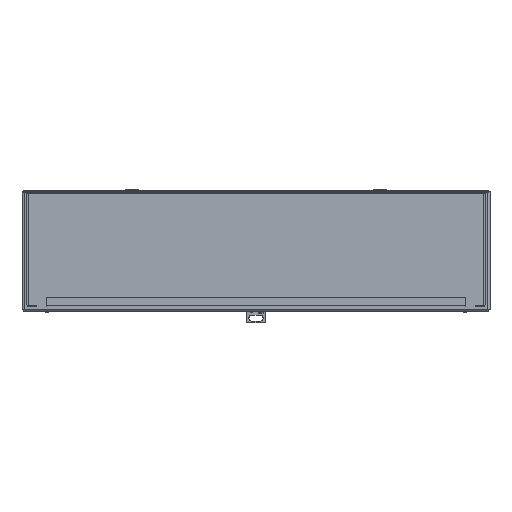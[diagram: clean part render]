
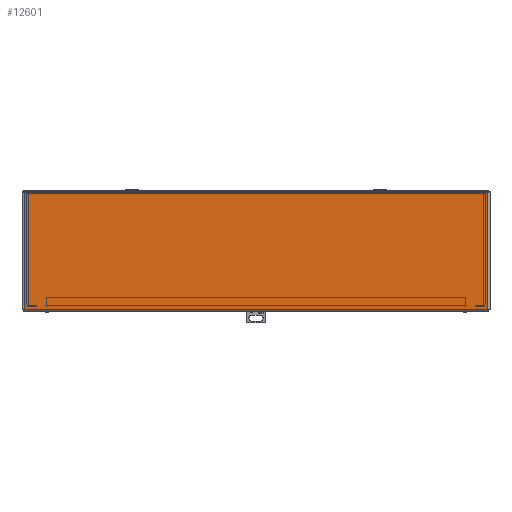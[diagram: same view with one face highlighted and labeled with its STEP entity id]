
A CAD part, top view. The second image highlights one B-rep face of the part: STEP entity #12601.
In plain terms, the highlighted planar face has unit normal (0, 0, 1).
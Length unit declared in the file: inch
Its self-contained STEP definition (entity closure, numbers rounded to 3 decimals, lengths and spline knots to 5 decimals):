
#522 = EDGE_CURVE ( 'NONE', #1188, #12544, #14346, .T. ) ;
#688 = DIRECTION ( 'NONE',  ( -1., 0., 0. ) ) ;
#830 = CARTESIAN_POINT ( 'NONE',  ( 12.1515, -6.142, 12.036 ) ) ;
#940 = LINE ( 'NONE', #7600, #4156 ) ;
#1188 = VERTEX_POINT ( 'NONE', #4936 ) ;
#1668 = DIRECTION ( 'NONE',  ( 0., 0., 1. ) ) ;
#1833 = EDGE_CURVE ( 'NONE', #12777, #12818, #940, .T. ) ;
#4068 = CARTESIAN_POINT ( 'NONE',  ( 12.1515, -0.036, 12.036 ) ) ;
#4108 = CARTESIAN_POINT ( 'NONE',  ( 12.1515, -0.036, 12.036 ) ) ;
#4156 = VECTOR ( 'NONE', #5431, 39.37008 ) ;
#4444 = ORIENTED_EDGE ( 'NONE', *, *, #522, .T. ) ;
#4912 = VECTOR ( 'NONE', #8650, 39.37008 ) ;
#4936 = CARTESIAN_POINT ( 'NONE',  ( 12.1515, -6.142, 12.036 ) ) ;
#5431 = DIRECTION ( 'NONE',  ( 0., -1., 0. ) ) ;
#5662 = LINE ( 'NONE', #830, #10051 ) ;
#6146 = PLANE ( 'NONE',  #6693 ) ;
#6693 = AXIS2_PLACEMENT_3D ( 'NONE', #11838, #1668, #688 ) ;
#7288 = DIRECTION ( 'NONE',  ( -1., 0., 0. ) ) ;
#7600 = CARTESIAN_POINT ( 'NONE',  ( -12.1515, -0.036, 12.036 ) ) ;
#7647 = CARTESIAN_POINT ( 'NONE',  ( -12.1515, -0.036, 12.036 ) ) ;
#8474 = FACE_OUTER_BOUND ( 'NONE', #11920, .T. ) ;
#8650 = DIRECTION ( 'NONE',  ( 0., 1., 0. ) ) ;
#9880 = DIRECTION ( 'NONE',  ( 1., 0., 0. ) ) ;
#10051 = VECTOR ( 'NONE', #9880, 39.37008 ) ;
#10333 = ORIENTED_EDGE ( 'NONE', *, *, #13255, .T. ) ;
#11838 = CARTESIAN_POINT ( 'NONE',  ( 12.1515, -0.036, 12.036 ) ) ;
#11920 = EDGE_LOOP ( 'NONE', ( #12362, #10333, #4444, #13757 ) ) ;
#12211 = VECTOR ( 'NONE', #7288, 39.37008 ) ;
#12362 = ORIENTED_EDGE ( 'NONE', *, *, #1833, .T. ) ;
#12544 = VERTEX_POINT ( 'NONE', #4068 ) ;
#12601 = ADVANCED_FACE ( 'NONE', ( #8474 ), #6146, .T. ) ;
#12653 = CARTESIAN_POINT ( 'NONE',  ( -12.1515, -6.142, 12.036 ) ) ;
#12766 = LINE ( 'NONE', #14042, #12211 ) ;
#12777 = VERTEX_POINT ( 'NONE', #7647 ) ;
#12818 = VERTEX_POINT ( 'NONE', #12653 ) ;
#13255 = EDGE_CURVE ( 'NONE', #12818, #1188, #5662, .T. ) ;
#13518 = EDGE_CURVE ( 'NONE', #12544, #12777, #12766, .T. ) ;
#13757 = ORIENTED_EDGE ( 'NONE', *, *, #13518, .T. ) ;
#14042 = CARTESIAN_POINT ( 'NONE',  ( 12.1515, -0.036, 12.036 ) ) ;
#14346 = LINE ( 'NONE', #4108, #4912 ) ;
